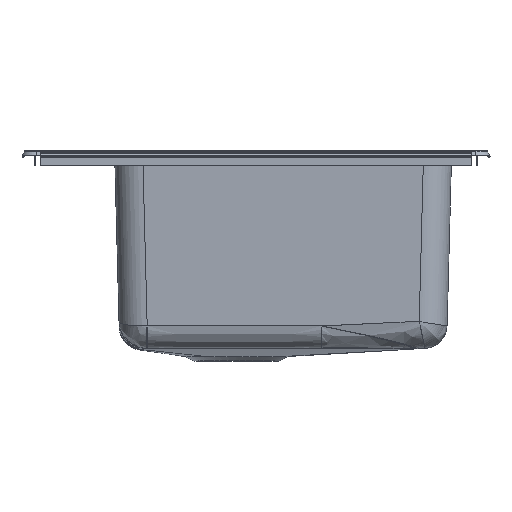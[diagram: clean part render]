
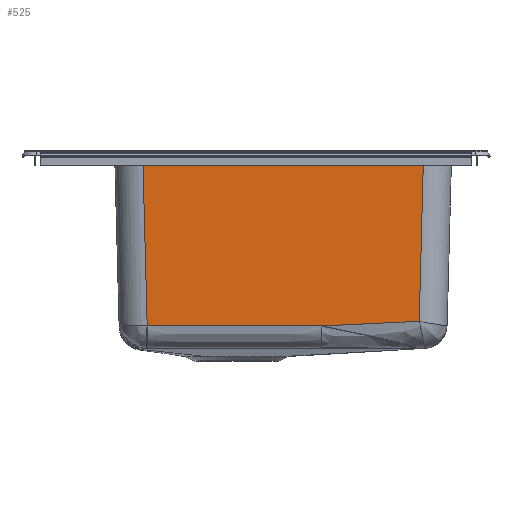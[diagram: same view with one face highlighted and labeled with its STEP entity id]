
A CAD part, left-side view. The second image highlights one B-rep face of the part: STEP entity #525.
In plain terms, the highlighted planar face has unit normal (-1, 0, -0.026).
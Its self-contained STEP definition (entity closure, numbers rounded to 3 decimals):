
#525=ADVANCED_FACE('',(#1028),#747,.F.);
#747=PLANE('',#5802);
#1028=FACE_OUTER_BOUND('',#1735,.T.);
#1175=B_SPLINE_CURVE_WITH_KNOTS('',3,(#10455,#10456,#10457,#10458),.UNSPECIFIED.,
.F.,.F.,(4,4),(0.,1.),.UNSPECIFIED.);
#1177=B_SPLINE_CURVE_WITH_KNOTS('',3,(#10482,#10483,#10484,#10485,#10486,
#10487,#10488,#10489,#10490,#10491),.UNSPECIFIED.,.F.,.F.,(4,3,3,4),(0.,
0.104,0.781,1.),.UNSPECIFIED.);
#1735=EDGE_LOOP('',(#3912,#3913,#3914,#3915,#3916));
#2184=LINE('',#10826,#2589);
#2185=LINE('',#10828,#2590);
#2187=LINE('',#10834,#2592);
#2589=VECTOR('',#6941,1.);
#2590=VECTOR('',#6944,1.);
#2592=VECTOR('',#6950,1.);
#3912=ORIENTED_EDGE('',*,*,#5316,.T.);
#3913=ORIENTED_EDGE('',*,*,#5320,.T.);
#3914=ORIENTED_EDGE('',*,*,#5317,.T.);
#3915=ORIENTED_EDGE('',*,*,#5294,.T.);
#3916=ORIENTED_EDGE('',*,*,#5292,.T.);
#4565=VERTEX_POINT('',#10043);
#4581=VERTEX_POINT('',#10459);
#4582=VERTEX_POINT('',#10492);
#4592=VERTEX_POINT('',#10825);
#4593=VERTEX_POINT('',#10829);
#5292=EDGE_CURVE('',#4565,#4581,#1175,.T.);
#5294=EDGE_CURVE('',#4582,#4565,#1177,.T.);
#5316=EDGE_CURVE('',#4581,#4592,#2184,.T.);
#5317=EDGE_CURVE('',#4593,#4582,#2185,.T.);
#5320=EDGE_CURVE('',#4592,#4593,#2187,.T.);
#5802=AXIS2_PLACEMENT_3D('',#10835,#6951,#6952);
#6941=DIRECTION('',(-0.026,-0.026,0.999));
#6944=DIRECTION('',(0.026,-0.026,-0.999));
#6950=DIRECTION('',(0.,1.,0.));
#6951=DIRECTION('',(1.,0.,0.026));
#6952=DIRECTION('',(0.026,0.,-1.));
#10043=CARTESIAN_POINT('',(28.668,-69.712,-182.296));
#10455=CARTESIAN_POINT('',(28.668,-69.712,-182.296));
#10456=CARTESIAN_POINT('',(28.634,-104.646,-180.959));
#10457=CARTESIAN_POINT('',(28.588,-139.563,-179.223));
#10458=CARTESIAN_POINT('',(28.539,-174.471,-177.345));
#10459=CARTESIAN_POINT('',(28.539,-174.471,-177.345));
#10482=CARTESIAN_POINT('',(28.668,116.343,-182.261));
#10483=CARTESIAN_POINT('',(28.668,109.896,-182.27));
#10484=CARTESIAN_POINT('',(28.668,103.45,-182.278));
#10485=CARTESIAN_POINT('',(28.668,97.003,-182.285));
#10486=CARTESIAN_POINT('',(28.669,55.003,-182.331));
#10487=CARTESIAN_POINT('',(28.67,13.002,-182.348));
#10488=CARTESIAN_POINT('',(28.669,-28.999,-182.327));
#10489=CARTESIAN_POINT('',(28.669,-42.57,-182.32));
#10490=CARTESIAN_POINT('',(28.669,-56.141,-182.309));
#10491=CARTESIAN_POINT('',(28.668,-69.712,-182.296));
#10492=CARTESIAN_POINT('',(28.668,116.343,-182.261));
#10825=CARTESIAN_POINT('',(24.128,-178.882,-8.895));
#10826=CARTESIAN_POINT('',(24.103,-178.907,-7.949));
#10828=CARTESIAN_POINT('',(24.103,120.907,-7.949));
#10829=CARTESIAN_POINT('',(24.128,120.882,-8.895));
#10834=CARTESIAN_POINT('',(24.128,-29.,-8.895));
#10835=CARTESIAN_POINT('',(24.,-29.,-4.026));
